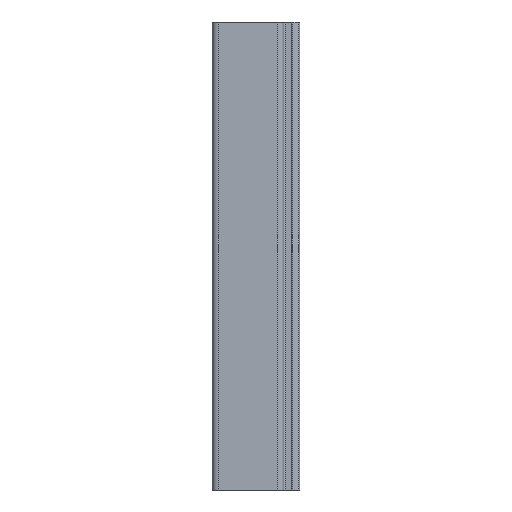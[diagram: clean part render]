
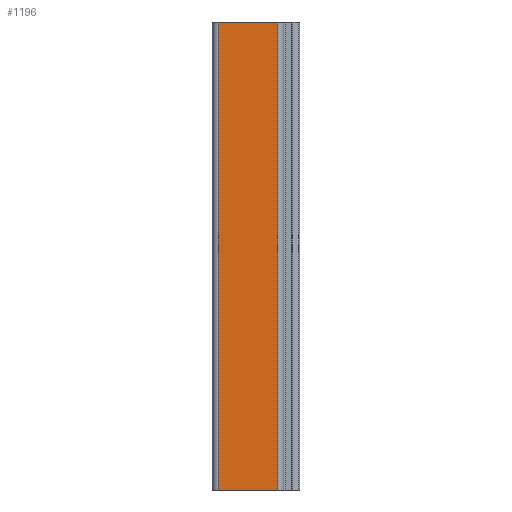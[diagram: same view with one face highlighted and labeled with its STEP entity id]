
A CAD part, left-side view. The second image highlights one B-rep face of the part: STEP entity #1196.
In plain terms, the highlighted planar face has unit normal (-1, 0, 0).
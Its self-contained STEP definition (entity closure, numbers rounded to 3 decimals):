
#15=PLANE('',#1285);
#47=FACE_OUTER_BOUND('',#111,.T.);
#111=EDGE_LOOP('',(#794,#795,#796,#797));
#175=LINE('',#1803,#295);
#176=LINE('',#1806,#296);
#177=LINE('',#1808,#297);
#178=LINE('',#1809,#298);
#295=VECTOR('',#1421,1000.);
#296=VECTOR('',#1424,1000.);
#297=VECTOR('',#1425,1000.);
#298=VECTOR('',#1426,1000.);
#481=VERTEX_POINT('',#1797);
#483=VERTEX_POINT('',#1801);
#484=VERTEX_POINT('',#1805);
#485=VERTEX_POINT('',#1807);
#607=EDGE_CURVE('',#483,#481,#175,.T.);
#608=EDGE_CURVE('',#481,#484,#176,.T.);
#609=EDGE_CURVE('',#483,#485,#177,.T.);
#610=EDGE_CURVE('',#485,#484,#178,.T.);
#794=ORIENTED_EDGE('',*,*,#608,.F.);
#795=ORIENTED_EDGE('',*,*,#607,.F.);
#796=ORIENTED_EDGE('',*,*,#609,.T.);
#797=ORIENTED_EDGE('',*,*,#610,.T.);
#1196=ADVANCED_FACE('',(#47),#15,.T.);
#1285=AXIS2_PLACEMENT_3D('',#1804,#1422,#1423);
#1421=DIRECTION('',(0.,0.,1.));
#1422=DIRECTION('center_axis',(-1.,0.,0.));
#1423=DIRECTION('ref_axis',(0.,-1.,0.));
#1424=DIRECTION('',(0.,-1.,0.));
#1425=DIRECTION('',(0.,-1.,0.));
#1426=DIRECTION('',(0.,0.,1.));
#1797=CARTESIAN_POINT('',(-19.05,34.92,0.));
#1801=CARTESIAN_POINT('',(-19.05,34.92,-250.));
#1803=CARTESIAN_POINT('',(-19.05,34.92,-250.));
#1804=CARTESIAN_POINT('Origin',(-19.05,34.92,-250.));
#1805=CARTESIAN_POINT('',(-19.05,3.175,0.));
#1806=CARTESIAN_POINT('',(-19.05,34.92,0.));
#1807=CARTESIAN_POINT('',(-19.05,3.175,-250.));
#1808=CARTESIAN_POINT('',(-19.05,34.92,-250.));
#1809=CARTESIAN_POINT('',(-19.05,3.175,-250.));
